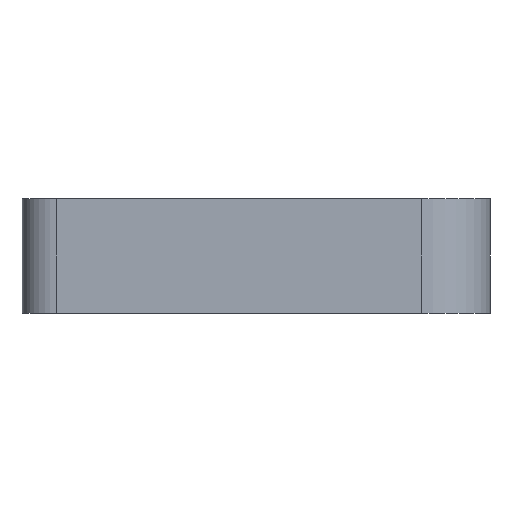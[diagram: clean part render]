
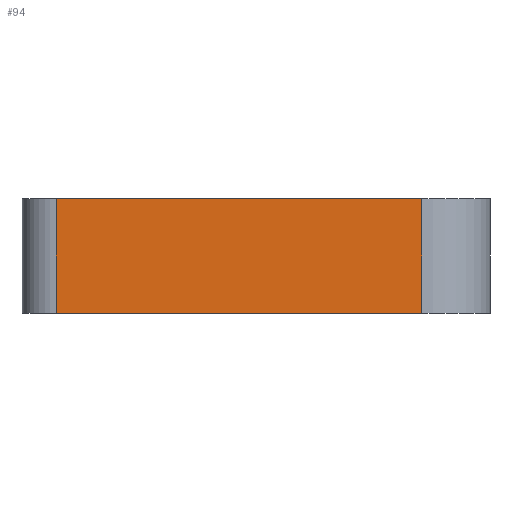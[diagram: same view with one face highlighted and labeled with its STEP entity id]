
A CAD part, left-side view. The second image highlights one B-rep face of the part: STEP entity #94.
In plain terms, the highlighted planar face has unit normal (-1, 0, 0).
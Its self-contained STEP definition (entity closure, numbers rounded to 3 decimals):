
#94=ADVANCED_FACE('',(#136),#137,.T.);
#136=FACE_OUTER_BOUND('',#180,.T.);
#137=PLANE('',#181);
#180=EDGE_LOOP('',(#319,#320,#321,#322));
#181=AXIS2_PLACEMENT_3D('',#323,#324,#325);
#319=ORIENTED_EDGE('',*,*,#430,.T.);
#320=ORIENTED_EDGE('',*,*,#375,.F.);
#321=ORIENTED_EDGE('',*,*,#431,.T.);
#322=ORIENTED_EDGE('',*,*,#428,.T.);
#323=CARTESIAN_POINT('',(-60.65,6.,0.0));
#324=DIRECTION('',(-1.0,0.0,0.0));
#325=DIRECTION('',(0.0,-1.0,0.0));
#375=EDGE_CURVE('',#437,#432,#439,.T.);
#428=EDGE_CURVE('',#527,#525,#528,.T.);
#430=EDGE_CURVE('',#525,#432,#530,.T.);
#431=EDGE_CURVE('',#437,#527,#531,.T.);
#432=VERTEX_POINT('',#532);
#437=VERTEX_POINT('',#538);
#439=LINE('',#540,#541);
#525=VERTEX_POINT('',#662);
#527=VERTEX_POINT('',#664);
#528=LINE('',#665,#666);
#530=LINE('',#668,#669);
#531=LINE('',#670,#671);
#532=CARTESIAN_POINT('',(-60.65,38.,10.0));
#538=CARTESIAN_POINT('',(-60.65,38.,0.0));
#540=CARTESIAN_POINT('',(-60.65,38.,0.0));
#541=VECTOR('',#679,1.0);
#662=CARTESIAN_POINT('',(-60.65,6.,10.0));
#664=CARTESIAN_POINT('',(-60.65,6.,0.0));
#665=CARTESIAN_POINT('',(-60.65,6.,0.0));
#666=VECTOR('',#766,1.0);
#668=CARTESIAN_POINT('',(-60.65,38.,10.0));
#669=VECTOR('',#770,1.0);
#670=CARTESIAN_POINT('',(-60.65,38.,0.0));
#671=VECTOR('',#771,1.0);
#679=DIRECTION('',(0.0,0.0,1.0));
#766=DIRECTION('',(0.0,0.0,1.0));
#770=DIRECTION('',(0.0,1.0,0.0));
#771=DIRECTION('',(0.0,-1.0,0.0));
